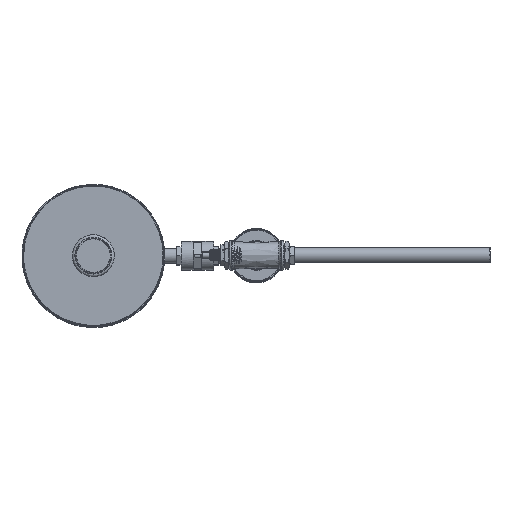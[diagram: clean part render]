
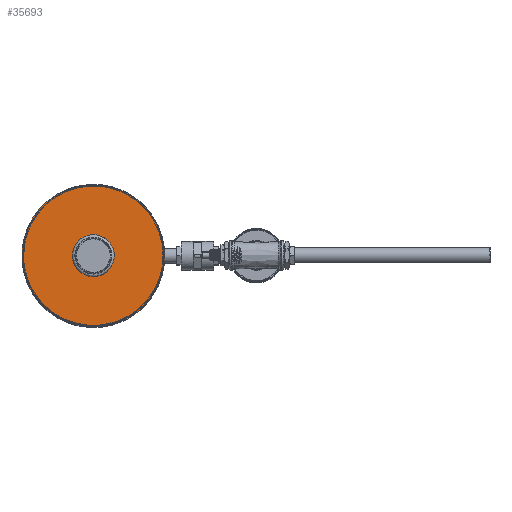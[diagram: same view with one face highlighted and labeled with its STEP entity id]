
A CAD part, top view. The second image highlights one B-rep face of the part: STEP entity #35693.
In plain terms, the highlighted free-form (B-spline) face has degree [1, 1] with [2, 2] control points.
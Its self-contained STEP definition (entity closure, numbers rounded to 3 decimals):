
#35639 = VERTEX_POINT('',#35640);
#35640 = CARTESIAN_POINT('',(-86.502,0.,
    453.63));
#35645 = EDGE_CURVE('',#35639,#35639,#35646,.T.);
#35646 = ( BOUNDED_CURVE() B_SPLINE_CURVE(2,(#35647,#35648,#35649,#35650
    ,#35651,#35652,#35653),.UNSPECIFIED.,.T.,.F.) 
B_SPLINE_CURVE_WITH_KNOTS((1,2,2,2,2,1),(-2.094,0.,
    2.094,4.189,6.283,8.378),
.UNSPECIFIED.) CURVE() GEOMETRIC_REPRESENTATION_ITEM() 
RATIONAL_B_SPLINE_CURVE((1.,0.5,1.,0.5,1.,0.5,1.)) REPRESENTATION_ITEM(
  '') );
#35647 = CARTESIAN_POINT('',(-86.502,0.,
    453.63));
#35648 = CARTESIAN_POINT('',(-86.502,-149.825,
    453.63));
#35649 = CARTESIAN_POINT('',(43.251,-74.913,
    453.63));
#35650 = CARTESIAN_POINT('',(173.003,0.,
    453.63));
#35651 = CARTESIAN_POINT('',(43.251,74.913,
    453.63));
#35652 = CARTESIAN_POINT('',(-86.502,149.825,
    453.63));
#35653 = CARTESIAN_POINT('',(-86.502,0.,
    453.63));
#35693 = ADVANCED_FACE('',(#35694,#35708),#35711,.T.);
#35694 = FACE_BOUND('',#35695,.T.);
#35695 = EDGE_LOOP('',(#35696));
#35696 = ORIENTED_EDGE('',*,*,#35697,.F.);
#35697 = EDGE_CURVE('',#35698,#35698,#35700,.T.);
#35698 = VERTEX_POINT('',#35699);
#35699 = CARTESIAN_POINT('',(-3.343,0.,
    453.63));
#35700 = ( BOUNDED_CURVE() B_SPLINE_CURVE(2,(#35701,#35702,#35703,#35704
    ,#35705,#35706,#35707),.UNSPECIFIED.,.T.,.F.) 
B_SPLINE_CURVE_WITH_KNOTS((1,2,2,2,2,1),(-2.094,0.,
    2.094,4.189,6.283,8.378),
.UNSPECIFIED.) CURVE() GEOMETRIC_REPRESENTATION_ITEM() 
RATIONAL_B_SPLINE_CURVE((1.,0.5,1.,0.5,1.,0.5,1.)) REPRESENTATION_ITEM(
  '') );
#35701 = CARTESIAN_POINT('',(-3.343,0.,
    453.63));
#35702 = CARTESIAN_POINT('',(-3.343,-5.79,
    453.63));
#35703 = CARTESIAN_POINT('',(1.671,-2.895,
    453.63));
#35704 = CARTESIAN_POINT('',(6.686,0.,
    453.63));
#35705 = CARTESIAN_POINT('',(1.671,2.895,
    453.63));
#35706 = CARTESIAN_POINT('',(-3.343,5.79,
    453.63));
#35707 = CARTESIAN_POINT('',(-3.343,0.,
    453.63));
#35708 = FACE_BOUND('',#35709,.T.);
#35709 = EDGE_LOOP('',(#35710));
#35710 = ORIENTED_EDGE('',*,*,#35645,.T.);
#35711 = B_SPLINE_SURFACE_WITH_KNOTS('',1,1,(
    (#35712,#35713)
    ,(#35714,#35715
    )),.UNSPECIFIED.,.F.,.F.,.F.,(2,2),(2,2),(-86.,86.),(-86.,86.),
  .PIECEWISE_BEZIER_KNOTS.);
#35712 = CARTESIAN_POINT('',(86.502,86.502,
    453.63));
#35713 = CARTESIAN_POINT('',(86.502,-86.502,
    453.63));
#35714 = CARTESIAN_POINT('',(-86.502,86.502,
    453.63));
#35715 = CARTESIAN_POINT('',(-86.502,-86.502,
    453.63));
